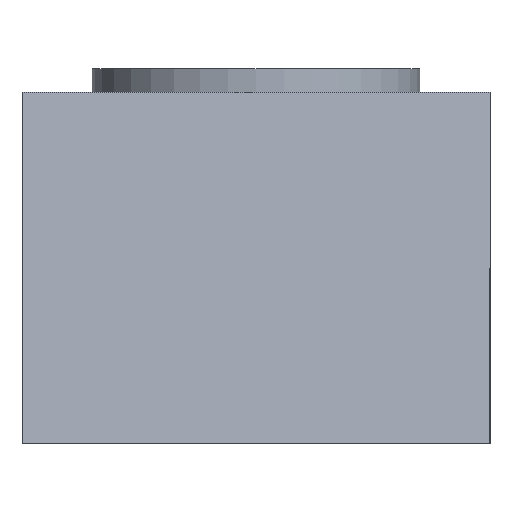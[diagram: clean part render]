
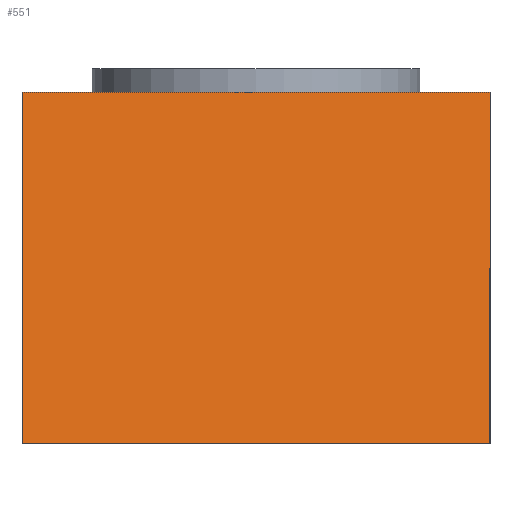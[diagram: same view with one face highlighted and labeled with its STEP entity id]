
A CAD part, left-side view. The second image highlights one B-rep face of the part: STEP entity #551.
In plain terms, the highlighted planar face has unit normal (-0.985, 0, 0.174).
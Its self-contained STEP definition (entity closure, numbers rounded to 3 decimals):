
#280=CARTESIAN_POINT('',(-7.379,8.689,0.0));
#281=VERTEX_POINT('',#280);
#298=CARTESIAN_POINT('',(-7.379,-11.311,0.0));
#299=VERTEX_POINT('',#298);
#306=CARTESIAN_POINT('',(-7.379,-11.311,0.0));
#307=DIRECTION('',(0.0,1.0,0.0));
#308=VECTOR('',#307,20.0);
#309=LINE('',#306,#308);
#310=EDGE_CURVE('',#299,#281,#309,.T.);
#434=CARTESIAN_POINT('',(-4.734,8.689,15.0));
#435=VERTEX_POINT('',#434);
#451=CARTESIAN_POINT('',(-4.734,8.689,15.));
#452=DIRECTION('',(-0.174,0.0,-0.985));
#453=VECTOR('',#452,15.231);
#454=LINE('',#451,#453);
#455=EDGE_CURVE('',#281,#435,#454,.F.);
#479=CARTESIAN_POINT('',(-4.734,-11.311,15.0));
#480=VERTEX_POINT('',#479);
#487=CARTESIAN_POINT('',(-7.379,-11.311,0.));
#488=DIRECTION('',(0.174,0.0,0.985));
#489=VECTOR('',#488,15.231);
#490=LINE('',#487,#489);
#491=EDGE_CURVE('',#299,#480,#490,.T.);
#515=CARTESIAN_POINT('',(-4.734,-11.311,15.0));
#516=DIRECTION('',(0.0,1.0,0.0));
#517=VECTOR('',#516,20.0);
#518=LINE('',#515,#517);
#519=EDGE_CURVE('',#480,#435,#518,.T.);
#540=CARTESIAN_POINT('',(-7.379,-11.311,0.0));
#541=DIRECTION('',(-0.985,0.,0.174));
#542=DIRECTION('',(0.174,0.,0.985));
#543=AXIS2_PLACEMENT_3D('',#540,#541,#542);
#544=PLANE('',#543);
#545=ORIENTED_EDGE('',*,*,#519,.T.);
#546=ORIENTED_EDGE('',*,*,#455,.F.);
#547=ORIENTED_EDGE('',*,*,#310,.F.);
#548=ORIENTED_EDGE('',*,*,#491,.T.);
#549=EDGE_LOOP('',(#545,#546,#547,#548));
#550=FACE_OUTER_BOUND('',#549,.T.);
#551=ADVANCED_FACE('',(#550),#544,.T.);
